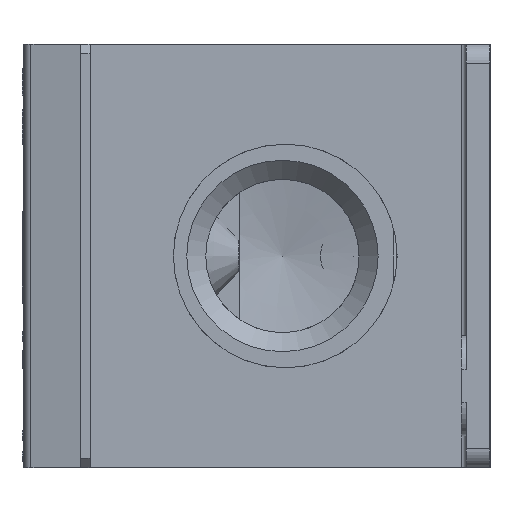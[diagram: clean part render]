
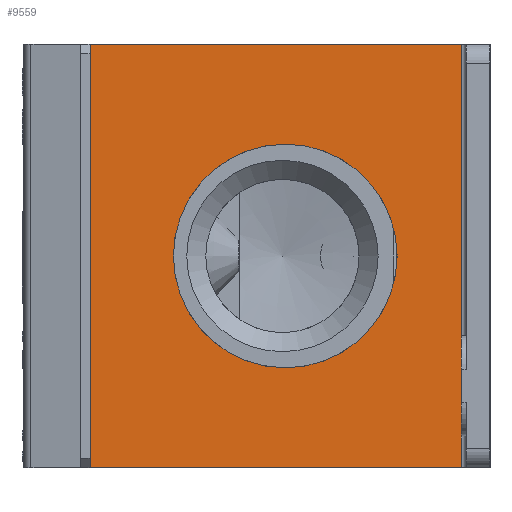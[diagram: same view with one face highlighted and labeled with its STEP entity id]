
A CAD part, left-side view. The second image highlights one B-rep face of the part: STEP entity #9559.
In plain terms, the highlighted planar face has unit normal (-1, 0, 0).
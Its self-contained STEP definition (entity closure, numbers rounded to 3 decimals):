
#266=FACE_BOUND('',#1624,.T.);
#722=PLANE('',#10183);
#1051=FACE_OUTER_BOUND('',#1623,.T.);
#1623=EDGE_LOOP('',(#6762,#6763,#6764,#6765,#6766,#6767));
#1624=EDGE_LOOP('',(#6768));
#2140=CIRCLE('',#10012,11.75);
#2408=LINE('',#12936,#3158);
#2636=LINE('',#13754,#3386);
#2637=LINE('',#13757,#3387);
#2638=LINE('',#13759,#3388);
#2639=LINE('',#13761,#3389);
#2640=LINE('',#13762,#3390);
#3158=VECTOR('',#10790,10.5);
#3386=VECTOR('',#11332,30.65);
#3387=VECTOR('',#11335,39.);
#3388=VECTOR('',#11336,44.5);
#3389=VECTOR('',#11337,39.);
#3390=VECTOR('',#11338,3.35);
#3905=VERTEX_POINT('',#12890);
#3922=VERTEX_POINT('',#12933);
#3923=VERTEX_POINT('',#12935);
#4168=VERTEX_POINT('',#13752);
#4169=VERTEX_POINT('',#13756);
#4170=VERTEX_POINT('',#13758);
#4171=VERTEX_POINT('',#13760);
#4832=EDGE_CURVE('',#3905,#3905,#2140,.T.);
#4853=EDGE_CURVE('',#3923,#3922,#2408,.T.);
#5194=EDGE_CURVE('',#4168,#3922,#2636,.T.);
#5195=EDGE_CURVE('',#4169,#4168,#2637,.T.);
#5196=EDGE_CURVE('',#4170,#4169,#2638,.T.);
#5197=EDGE_CURVE('',#4171,#4170,#2639,.T.);
#5198=EDGE_CURVE('',#3923,#4171,#2640,.T.);
#6762=ORIENTED_EDGE('',*,*,#5195,.F.);
#6763=ORIENTED_EDGE('',*,*,#5196,.F.);
#6764=ORIENTED_EDGE('',*,*,#5197,.F.);
#6765=ORIENTED_EDGE('',*,*,#5198,.F.);
#6766=ORIENTED_EDGE('',*,*,#4853,.T.);
#6767=ORIENTED_EDGE('',*,*,#5194,.F.);
#6768=ORIENTED_EDGE('',*,*,#4832,.T.);
#9559=ADVANCED_FACE('',(#1051,#266),#722,.F.);
#10012=AXIS2_PLACEMENT_3D('',#12891,#10749,#10750);
#10183=AXIS2_PLACEMENT_3D('',#13755,#11333,#11334);
#10749=DIRECTION('center_axis',(1.,0.,0.));
#10750=DIRECTION('ref_axis',(0.,0.,1.));
#10790=DIRECTION('',(0.,0.,1.));
#11332=DIRECTION('',(0.,0.,-1.));
#11333=DIRECTION('center_axis',(1.,0.,0.));
#11334=DIRECTION('ref_axis',(0.,0.,-1.));
#11335=DIRECTION('',(0.,-1.,0.));
#11336=DIRECTION('',(0.,0.,1.));
#11337=DIRECTION('',(0.,1.,0.));
#11338=DIRECTION('',(0.,0.,-1.));
#12890=CARTESIAN_POINT('',(8.5,21.5,-10.5));
#12891=CARTESIAN_POINT('Origin',(8.5,21.5,-22.25));
#12933=CARTESIAN_POINT('',(8.5,3.,-30.65));
#12935=CARTESIAN_POINT('',(8.5,3.,-41.15));
#12936=CARTESIAN_POINT('',(8.5,3.,-17.95));
#13752=CARTESIAN_POINT('',(8.5,3.,0.));
#13754=CARTESIAN_POINT('',(8.5,3.,0.));
#13755=CARTESIAN_POINT('Origin',(8.5,2.5,0.));
#13756=CARTESIAN_POINT('',(8.5,42.,0.));
#13757=CARTESIAN_POINT('',(8.5,13.5,0.));
#13758=CARTESIAN_POINT('',(8.5,42.,-44.5));
#13759=CARTESIAN_POINT('',(8.5,42.,0.));
#13760=CARTESIAN_POINT('',(8.5,3.,-44.5));
#13761=CARTESIAN_POINT('',(8.5,41.8,-44.5));
#13762=CARTESIAN_POINT('',(8.5,3.,0.));
